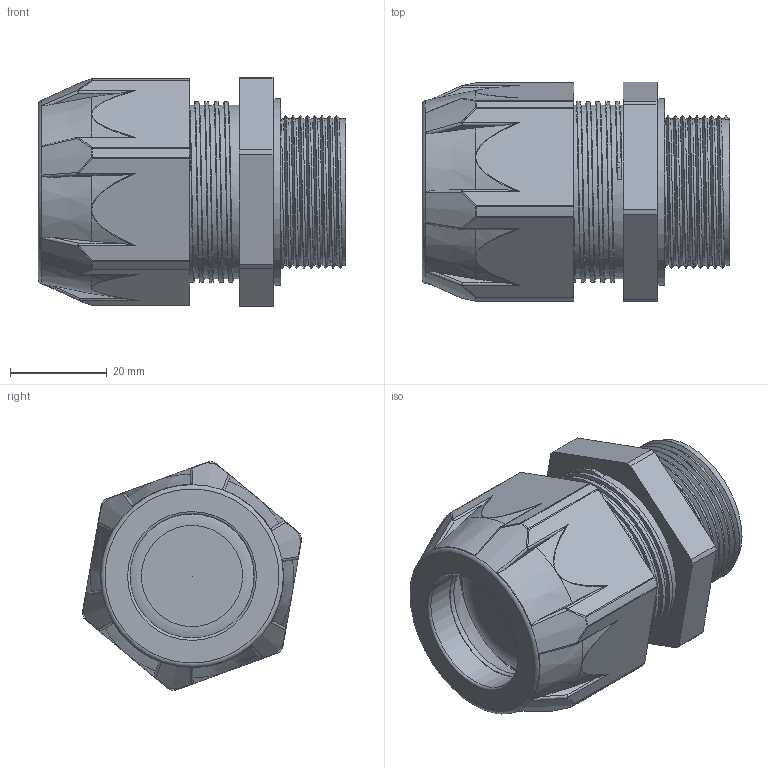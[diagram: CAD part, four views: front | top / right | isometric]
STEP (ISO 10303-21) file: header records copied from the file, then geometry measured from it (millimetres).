
FILE_DESCRIPTION(/* description */ ('Euro-Top-X-4.Generation M32x1,5, Ex e'),/* implementation_level */ '2;1');
FILE_NAME(/* name */ '85080532X4HISI-RST.stp',/* time_stamp */ '2020-02-20T11:49:55+01:00',/* author */ ('sl'),/* organization */ (''),/* preprocessor_version */ 'ST-DEVELOPER v16.5',/* originating_system */ 'Autodesk Inventor 2017',/* authorisation */ '');
FILE_SCHEMA (('AUTOMOTIVE_DESIGN { 1 0 10303 214 3 1 1 }'));
Length unit declared in the file: millimetre
Products named in the file (6): 85080532X4HISI; 85080532X4HI; 85080532X4HISI_1; 85080532X4HI_1; 85080532X4HISI_2; 85080532X4HI_2
Assembly tree (5 placements, depth 2):
  85080532X4HISI
    85080532X4HI
    85080532X4HISI_1
    85080532X4HI_1
    85080532X4HISI_2
    85080532X4HI_2
Bounding box: 63.46 x 45.35 x 47.35 mm (x, y, z)
Volume: 25453.7 mm3; surface area: 30839.5 mm2
Topology: 4 solids, 5 shells, 391 faces, 1049 edges, 663 vertices
Faces by surface type: plane 133, cylinder 125, bspline 54, torus 33, sphere 24, cone 22
Full cylindrical faces by diameter (mm): 25.13 x1, 25.6 x2, 26.05 x1, 26.1 x1, 29.97 x1, 30.13 x1, 30.258 x9, 30.56 x1, 34.2 x1, 35.808 x7, 36 x7, 37.522 x8, 38.53 x1
Entity records: 17114 total; most frequent: CARTESIAN_POINT 8146, ORIENTED_EDGE 1830, DIRECTION 1780, EDGE_CURVE 915, AXIS2_PLACEMENT_3D 732, VERTEX_POINT 597, CIRCLE 409, EDGE_LOOP 408
